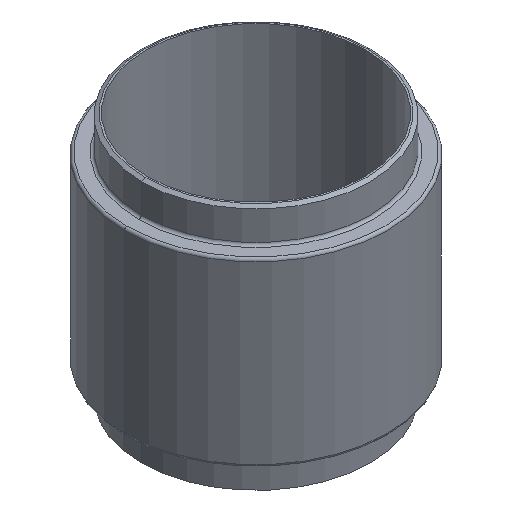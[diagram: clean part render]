
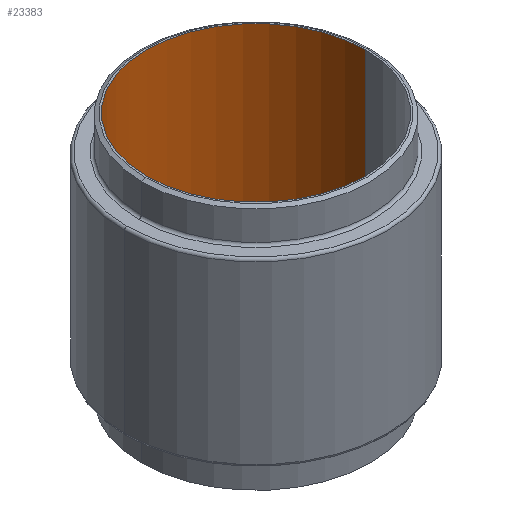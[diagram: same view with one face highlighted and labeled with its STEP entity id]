
A CAD part, isometric view. The second image highlights one B-rep face of the part: STEP entity #23383.
In plain terms, the highlighted cylindrical face has radius 130.2 mm (diameter 260.4 mm), a partial arc.
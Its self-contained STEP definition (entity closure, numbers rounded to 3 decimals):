
#567 = ORIENTED_EDGE ( 'NONE', *, *, #28633, .F. ) ;
#1507 = VERTEX_POINT ( 'NONE', #17082 ) ;
#1599 = DIRECTION ( 'NONE',  ( 0., 0., 1. ) ) ;
#1954 = ORIENTED_EDGE ( 'NONE', *, *, #11827, .F. ) ;
#2646 = EDGE_LOOP ( 'NONE', ( #1954, #567, #5010, #7495 ) ) ;
#3139 = CYLINDRICAL_SURFACE ( 'NONE', #7206, 130.2 ) ;
#3385 = DIRECTION ( 'NONE',  ( 0., 0., 1. ) ) ;
#5010 = ORIENTED_EDGE ( 'NONE', *, *, #22975, .T. ) ;
#5445 = CARTESIAN_POINT ( 'NONE',  ( -130.2, 0., 0. ) ) ;
#6013 = VERTEX_POINT ( 'NONE', #26930 ) ;
#6753 = VECTOR ( 'NONE', #1599, 1000. ) ;
#7206 = AXIS2_PLACEMENT_3D ( 'NONE', #27998, #18549, #21038 ) ;
#7495 = ORIENTED_EDGE ( 'NONE', *, *, #7627, .T. ) ;
#7627 = EDGE_CURVE ( 'NONE', #6013, #26747, #10131, .T. ) ;
#8423 = CARTESIAN_POINT ( 'NONE',  ( 0., 0., -295. ) ) ;
#8787 = CARTESIAN_POINT ( 'NONE',  ( 130.2, 0., 0. ) ) ;
#9377 = CARTESIAN_POINT ( 'NONE',  ( 0., 0., 0. ) ) ;
#10131 = CIRCLE ( 'NONE', #13905, 130.2 ) ;
#10813 = CIRCLE ( 'NONE', #28218, 130.2 ) ;
#11299 = DIRECTION ( 'NONE',  ( 0., 0., 1. ) ) ;
#11827 = EDGE_CURVE ( 'NONE', #18999, #26747, #16607, .T. ) ;
#12096 = FACE_OUTER_BOUND ( 'NONE', #2646, .T. ) ;
#12776 = LINE ( 'NONE', #8787, #6753 ) ;
#13905 = AXIS2_PLACEMENT_3D ( 'NONE', #9377, #11299, #24968 ) ;
#15099 = VECTOR ( 'NONE', #3385, 1000. ) ;
#16607 = LINE ( 'NONE', #5445, #15099 ) ;
#17082 = CARTESIAN_POINT ( 'NONE',  ( 130.2, 0., -295. ) ) ;
#17525 = DIRECTION ( 'NONE',  ( 1., 0., 0. ) ) ;
#18397 = CARTESIAN_POINT ( 'NONE',  ( -130.2, 0., 0. ) ) ;
#18549 = DIRECTION ( 'NONE',  ( 0., 0., 1. ) ) ;
#18999 = VERTEX_POINT ( 'NONE', #28637 ) ;
#21038 = DIRECTION ( 'NONE',  ( 1., 0., 0. ) ) ;
#22975 = EDGE_CURVE ( 'NONE', #1507, #6013, #12776, .T. ) ;
#23383 = ADVANCED_FACE ( 'NONE', ( #12096 ), #3139, .F. ) ;
#24968 = DIRECTION ( 'NONE',  ( 1., 0., 0. ) ) ;
#26747 = VERTEX_POINT ( 'NONE', #18397 ) ;
#26930 = CARTESIAN_POINT ( 'NONE',  ( 130.2, 0., 0. ) ) ;
#27998 = CARTESIAN_POINT ( 'NONE',  ( 0., 0., 0. ) ) ;
#28218 = AXIS2_PLACEMENT_3D ( 'NONE', #8423, #29009, #17525 ) ;
#28633 = EDGE_CURVE ( 'NONE', #1507, #18999, #10813, .T. ) ;
#28637 = CARTESIAN_POINT ( 'NONE',  ( -130.2, 0., -295. ) ) ;
#29009 = DIRECTION ( 'NONE',  ( 0., 0., 1. ) ) ;
